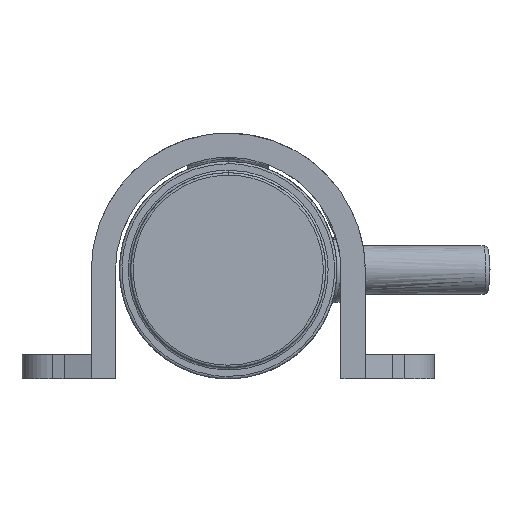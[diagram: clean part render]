
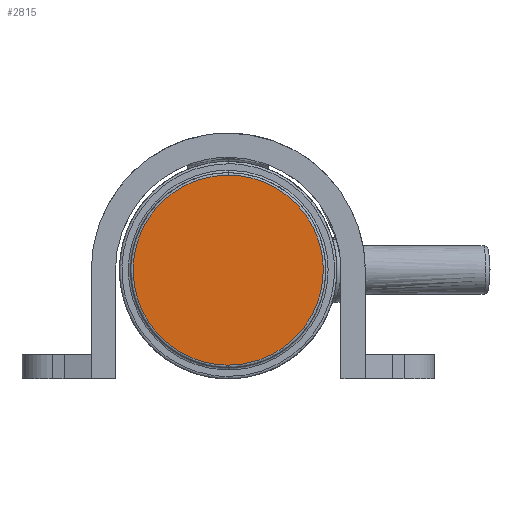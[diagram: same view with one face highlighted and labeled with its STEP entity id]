
A CAD part, front view. The second image highlights one B-rep face of the part: STEP entity #2815.
In plain terms, the highlighted free-form (B-spline) face has degree [1, 1] with [2, 2] control points.
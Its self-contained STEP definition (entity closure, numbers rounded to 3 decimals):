
#1090 = EDGE_CURVE('',#1091,#1093,#1095,.T.);
#1091 = VERTEX_POINT('',#1092);
#1092 = CARTESIAN_POINT('',(0.,0.,-15.682));
#1093 = VERTEX_POINT('',#1094);
#1094 = CARTESIAN_POINT('',(0.,0.,15.682));
#1095 = ( BOUNDED_CURVE() B_SPLINE_CURVE(2,(#1096,#1097,#1098,#1099,
#1100),.UNSPECIFIED.,.F.,.F.) B_SPLINE_CURVE_WITH_KNOTS((3,2,3),(
    3.142,4.712,6.283),
.PIECEWISE_BEZIER_KNOTS.) CURVE() GEOMETRIC_REPRESENTATION_ITEM() 
RATIONAL_B_SPLINE_CURVE((1.,0.707,1.,0.707,1.)) 
REPRESENTATION_ITEM('') );
#1096 = CARTESIAN_POINT('',(0.,0.,-15.682));
#1097 = CARTESIAN_POINT('',(15.682,0.,-15.682));
#1098 = CARTESIAN_POINT('',(15.682,0.,0.));
#1099 = CARTESIAN_POINT('',(15.682,0.,15.682));
#1100 = CARTESIAN_POINT('',(0.,0.,15.682));
#2815 = ADVANCED_FACE('',(#2816),#2827,.F.);
#2816 = FACE_BOUND('',#2817,.T.);
#2817 = EDGE_LOOP('',(#2818,#2826));
#2818 = ORIENTED_EDGE('',*,*,#2819,.T.);
#2819 = EDGE_CURVE('',#1093,#1091,#2820,.T.);
#2820 = ( BOUNDED_CURVE() B_SPLINE_CURVE(2,(#2821,#2822,#2823,#2824,
#2825),.UNSPECIFIED.,.F.,.F.) B_SPLINE_CURVE_WITH_KNOTS((3,2,3),(0.,
1.571,3.142),.PIECEWISE_BEZIER_KNOTS.) CURVE() 
GEOMETRIC_REPRESENTATION_ITEM() RATIONAL_B_SPLINE_CURVE((1.,
0.707,1.,0.707,1.)) REPRESENTATION_ITEM('') );
#2821 = CARTESIAN_POINT('',(0.,0.,15.682));
#2822 = CARTESIAN_POINT('',(-15.682,0.,15.682));
#2823 = CARTESIAN_POINT('',(-15.682,0.,0.));
#2824 = CARTESIAN_POINT('',(-15.682,0.,-15.682));
#2825 = CARTESIAN_POINT('',(0.,0.,-15.682));
#2826 = ORIENTED_EDGE('',*,*,#1090,.T.);
#2827 = B_SPLINE_SURFACE_WITH_KNOTS('',1,1,(
    (#2828,#2829)
    ,(#2830,#2831
    )),.UNSPECIFIED.,.F.,.F.,.F.,(2,2),(2,2),(-11.8,11.8),(-11.8,11.8),
  .PIECEWISE_BEZIER_KNOTS.);
#2828 = CARTESIAN_POINT('',(-15.682,0.,-15.682));
#2829 = CARTESIAN_POINT('',(15.682,0.,-15.682));
#2830 = CARTESIAN_POINT('',(-15.682,0.,15.682));
#2831 = CARTESIAN_POINT('',(15.682,0.,15.682));
